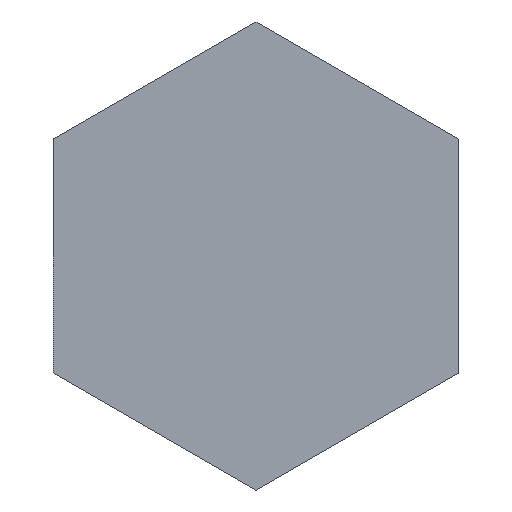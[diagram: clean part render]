
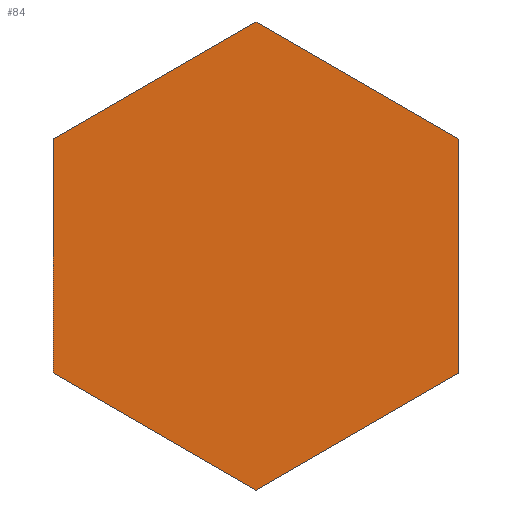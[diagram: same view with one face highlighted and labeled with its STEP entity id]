
A CAD part, left-side view. The second image highlights one B-rep face of the part: STEP entity #84.
In plain terms, the highlighted planar face has unit normal (-1, 0, 0).
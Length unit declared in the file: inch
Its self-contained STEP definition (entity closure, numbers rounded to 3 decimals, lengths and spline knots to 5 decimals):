
#4 = DIRECTION ( 'NONE',  ( 0., 0., -1. ) ) ;
#6 = LINE ( 'NONE', #249, #55 ) ;
#7 = EDGE_CURVE ( 'NONE', #11, #34, #70, .T. ) ;
#11 = VERTEX_POINT ( 'NONE', #198 ) ;
#15 = CARTESIAN_POINT ( 'NONE',  ( -18., -0.25, 0.14434 ) ) ;
#19 = CARTESIAN_POINT ( 'NONE',  ( -18., 0., 0.28868 ) ) ;
#24 = CARTESIAN_POINT ( 'NONE',  ( -18., -0.25, -0.14434 ) ) ;
#28 = CARTESIAN_POINT ( 'NONE',  ( -18., 0.25, 0.14434 ) ) ;
#30 = DIRECTION ( 'NONE',  ( 0., -0.866, 0.5 ) ) ;
#31 = VECTOR ( 'NONE', #264, 39.37008 ) ;
#34 = VERTEX_POINT ( 'NONE', #91 ) ;
#52 = PLANE ( 'NONE',  #142 ) ;
#53 = LINE ( 'NONE', #121, #126 ) ;
#54 = LINE ( 'NONE', #28, #277 ) ;
#55 = VECTOR ( 'NONE', #61, 39.37008 ) ;
#57 = EDGE_CURVE ( 'NONE', #69, #128, #219, .T. ) ;
#61 = DIRECTION ( 'NONE',  ( 0., 0., -1. ) ) ;
#69 = VERTEX_POINT ( 'NONE', #74 ) ;
#70 = LINE ( 'NONE', #24, #157 ) ;
#74 = CARTESIAN_POINT ( 'NONE',  ( -18., 0., 0.28868 ) ) ;
#84 = ADVANCED_FACE ( 'NONE', ( #159 ), #52, .F. ) ;
#91 = CARTESIAN_POINT ( 'NONE',  ( -18., 0., -0.28868 ) ) ;
#97 = EDGE_CURVE ( 'NONE', #34, #193, #99, .T. ) ;
#99 = LINE ( 'NONE', #182, #31 ) ;
#121 = CARTESIAN_POINT ( 'NONE',  ( -18., 0.25, -0.14434 ) ) ;
#126 = VECTOR ( 'NONE', #239, 39.37008 ) ;
#128 = VERTEX_POINT ( 'NONE', #15 ) ;
#129 = ORIENTED_EDGE ( 'NONE', *, *, #242, .F. ) ;
#141 = DIRECTION ( 'NONE',  ( 1., 0., 0. ) ) ;
#142 = AXIS2_PLACEMENT_3D ( 'NONE', #199, #141, #4 ) ;
#156 = DIRECTION ( 'NONE',  ( 0., 0.866, -0.5 ) ) ;
#157 = VECTOR ( 'NONE', #156, 39.37008 ) ;
#158 = DIRECTION ( 'NONE',  ( 0., -0.866, -0.5 ) ) ;
#159 = FACE_OUTER_BOUND ( 'NONE', #257, .T. ) ;
#165 = ORIENTED_EDGE ( 'NONE', *, *, #57, .F. ) ;
#166 = VECTOR ( 'NONE', #158, 39.37008 ) ;
#176 = ORIENTED_EDGE ( 'NONE', *, *, #97, .F. ) ;
#182 = CARTESIAN_POINT ( 'NONE',  ( -18., 0., -0.28868 ) ) ;
#188 = VERTEX_POINT ( 'NONE', #208 ) ;
#191 = CARTESIAN_POINT ( 'NONE',  ( -18., 0.25, -0.14434 ) ) ;
#193 = VERTEX_POINT ( 'NONE', #191 ) ;
#198 = CARTESIAN_POINT ( 'NONE',  ( -18., -0.25, -0.14434 ) ) ;
#199 = CARTESIAN_POINT ( 'NONE',  ( -18., 0., 0. ) ) ;
#204 = EDGE_CURVE ( 'NONE', #128, #11, #6, .T. ) ;
#208 = CARTESIAN_POINT ( 'NONE',  ( -18., 0.25, 0.14434 ) ) ;
#219 = LINE ( 'NONE', #19, #166 ) ;
#239 = DIRECTION ( 'NONE',  ( 0., 0., 1. ) ) ;
#242 = EDGE_CURVE ( 'NONE', #188, #69, #54, .T. ) ;
#249 = CARTESIAN_POINT ( 'NONE',  ( -18., -0.25, 0.14434 ) ) ;
#254 = ORIENTED_EDGE ( 'NONE', *, *, #204, .F. ) ;
#257 = EDGE_LOOP ( 'NONE', ( #276, #254, #165, #129, #258, #176 ) ) ;
#258 = ORIENTED_EDGE ( 'NONE', *, *, #261, .F. ) ;
#261 = EDGE_CURVE ( 'NONE', #193, #188, #53, .T. ) ;
#264 = DIRECTION ( 'NONE',  ( 0., 0.866, 0.5 ) ) ;
#276 = ORIENTED_EDGE ( 'NONE', *, *, #7, .F. ) ;
#277 = VECTOR ( 'NONE', #30, 39.37008 ) ;
